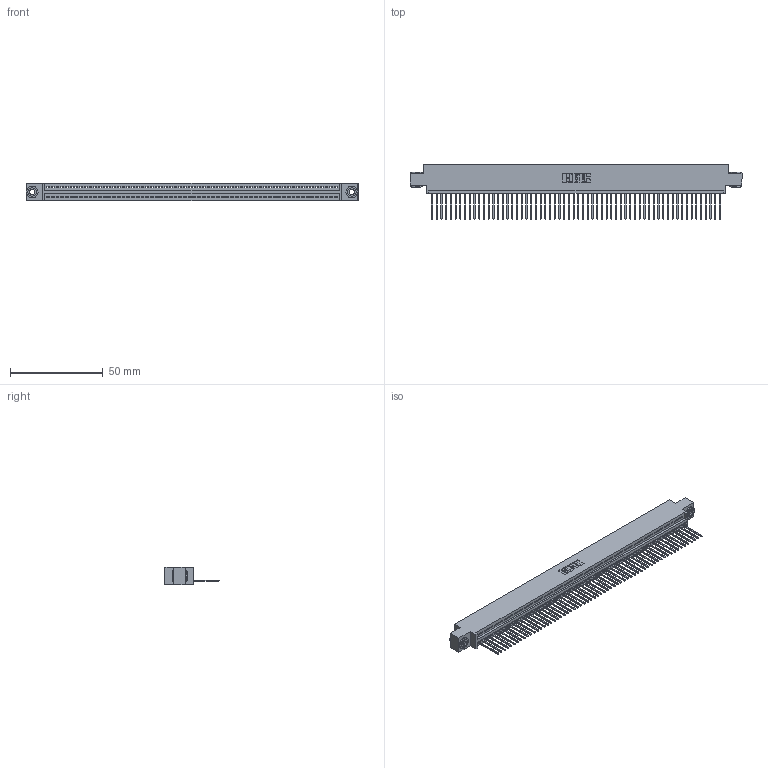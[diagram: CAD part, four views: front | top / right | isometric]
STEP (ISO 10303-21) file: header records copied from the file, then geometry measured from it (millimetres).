
FILE_DESCRIPTION (( 'STEP AP203' ), '1' );
FILE_NAME ('345-062-540-603.STEP', '2019-10-11T06:23:27', ( '' ), ( '' ), 'SwSTEP 2.0', 'SolidWorks 2016', '' );
FILE_SCHEMA (( 'CONFIG_CONTROL_DESIGN' ));
Length unit declared in the file: inch
Products named in the file (4): 345 Part_0.170 Offset - 0.156 Dia-TH; 345-292-001_345-293-140; 345-062-540-603; 345-250-002_345-250-002-102
Assembly tree (65 placements, depth 2):
  345-062-540-603
    345 Part_0.170 Offset - 0.156 Dia-TH
    345-292-001_345-293-140  x62
    345-250-002_345-250-002-102  x2
Bounding box: 178.69 x 29.13 x 9.4 mm (x, y, z)
Volume: 17125.9 mm3; surface area: 23975.7 mm2
Topology: 65 solids, 65 shells, 3764 faces, 11341 edges, 7474 vertices
Faces by surface type: plane 2574, cylinder 1182, cone 8
Entity records: 44770 total; most frequent: CARTESIAN_POINT 7733, ORIENTED_EDGE 7722, DIRECTION 6755, EDGE_CURVE 3861, LINE 3457, VECTOR 3457, VERTEX_POINT 2570, AXIS2_PLACEMENT_3D 1649
